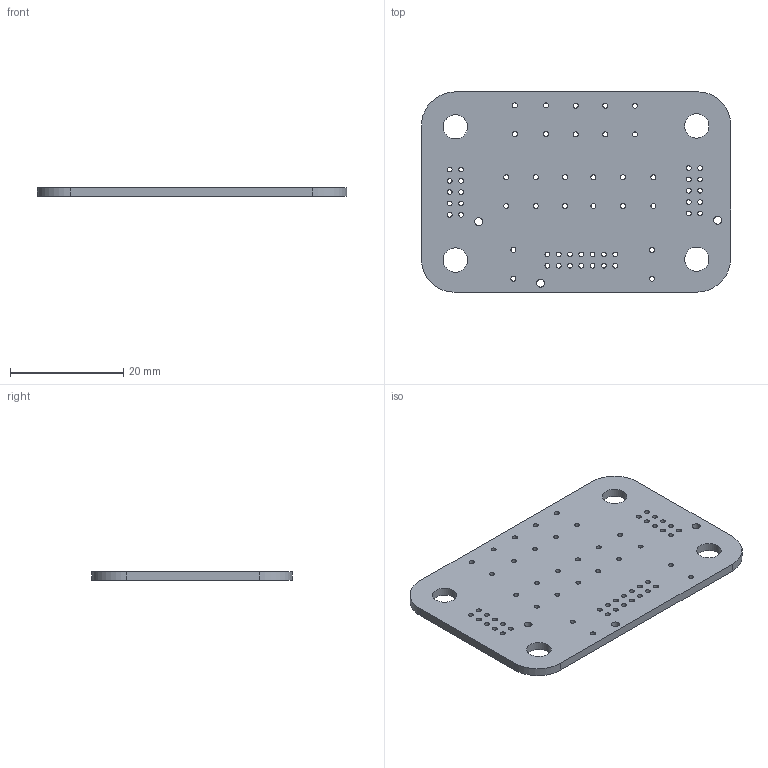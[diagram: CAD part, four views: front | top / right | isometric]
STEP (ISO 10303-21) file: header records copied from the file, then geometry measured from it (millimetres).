
FILE_DESCRIPTION(('KiCad electronic assembly'),'2;1');
FILE_NAME('CellTapFuses_V3.step','2025-04-11T17:34:50',('Pcbnew'),( 'Kicad'),'Open CASCADE STEP processor 7.8','KiCad to STEP converter' ,'Unknown');
FILE_SCHEMA(('AUTOMOTIVE_DESIGN { 1 0 10303 214 1 1 1 1 }'));
Length unit declared in the file: millimetre
Products named in the file (2): CellTapFuses_V3 1; CellTapFuses_V3_PCB
Assembly tree (1 placements, depth 2):
  CellTapFuses_V3 1
    CellTapFuses_V3_PCB
Bounding box: 54.65 x 35.4 x 1.51 mm (x, y, z)
Volume: 2728.2 mm3; surface area: 4216.5 mm2
Topology: 1 solids, 1 shells, 77 faces, 225 edges, 150 vertices
Faces by surface type: cylinder 71, plane 6
Full cylindrical faces by diameter (mm): 0.838 x34, 0.889 x26, 1.397 x3, 4.3 x4
Entity records: 2946 total; most frequent: DIRECTION 525, CARTESIAN_POINT 454, ORIENTED_EDGE 450, EDGE_CURVE 225, AXIS2_PLACEMENT_3D 221, FACE_BOUND 211, EDGE_LOOP 211, VERTEX_POINT 150
